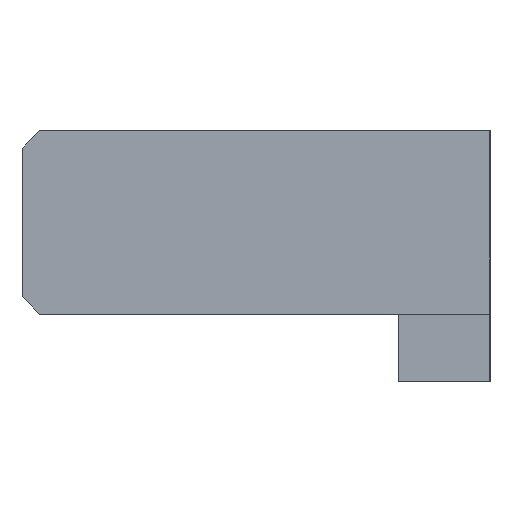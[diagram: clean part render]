
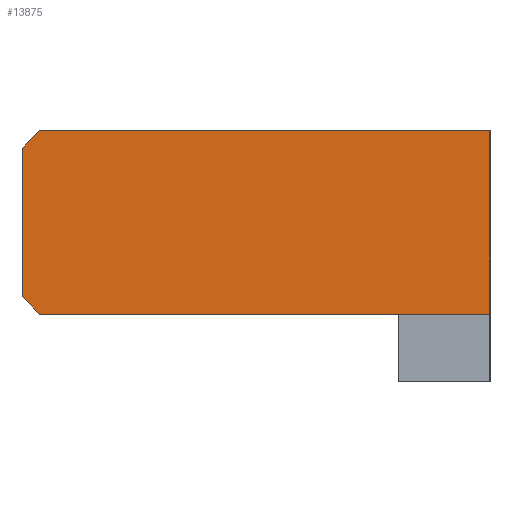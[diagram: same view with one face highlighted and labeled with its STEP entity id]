
A CAD part, left-side view. The second image highlights one B-rep face of the part: STEP entity #13875.
In plain terms, the highlighted planar face has unit normal (-1, 0, 0).
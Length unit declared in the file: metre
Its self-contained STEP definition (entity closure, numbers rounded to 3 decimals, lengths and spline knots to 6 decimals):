
#7877=DIRECTION('',(0.,1.,0.));
#7878=VECTOR('',#7877,0.0614);
#7879=CARTESIAN_POINT('',(-0.0614,-0.016883,
-0.003154));
#7880=LINE('',#7879,#7878);
#8114=DIRECTION('',(0.,0.,1.));
#8115=VECTOR('',#8114,0.0254);
#8116=CARTESIAN_POINT('',(-0.0614,0.047517,
-0.000154));
#8117=LINE('',#8116,#8115);
#9828=DIRECTION('',(0.,-1.,0.));
#9829=VECTOR('',#9828,0.077);
#9830=CARTESIAN_POINT('',(-0.0614,0.044517,
0.028246));
#9831=LINE('',#9830,#9829);
#10027=DIRECTION('',(0.,0.707,-0.707));
#10028=VECTOR('',#10027,0.004243);
#10029=CARTESIAN_POINT('',(-0.0614,0.044517,
0.028246));
#10030=LINE('',#10029,#10028);
#10034=DIRECTION('',(0.,0.,1.));
#10035=VECTOR('',#10034,0.0314);
#10036=CARTESIAN_POINT('',(-0.0614,-0.032483,
-0.003154));
#10037=LINE('',#10036,#10035);
#10041=DIRECTION('',(0.,-1.,0.));
#10042=VECTOR('',#10041,0.0156);
#10043=CARTESIAN_POINT('',(-0.0614,-0.016883,
-0.003154));
#10044=LINE('',#10043,#10042);
#10048=DIRECTION('',(0.,-0.707,-0.707));
#10049=VECTOR('',#10048,0.004243);
#10050=CARTESIAN_POINT('',(-0.0614,0.047517,
-0.000154));
#10051=LINE('',#10050,#10049);
#11115=CARTESIAN_POINT('',(-0.0614,0.044517,
0.028246));
#11116=VERTEX_POINT('',#11115);
#11174=CARTESIAN_POINT('',(-0.0614,-0.016883,
-0.003154));
#11176=VERTEX_POINT('',#11174);
#11187=CARTESIAN_POINT('',(-0.0614,-0.032483,
-0.003154));
#11188=VERTEX_POINT('',#11187);
#11497=CARTESIAN_POINT('',(-0.0614,0.044517,
-0.003154));
#11498=VERTEX_POINT('',#11497);
#11499=CARTESIAN_POINT('',(-0.0614,-0.032483,
0.028246));
#11500=VERTEX_POINT('',#11499);
#11511=CARTESIAN_POINT('',(-0.0614,0.047517,
-0.000154));
#11512=CARTESIAN_POINT('',(-0.0614,0.047517,
0.025246));
#11513=VERTEX_POINT('',#11511);
#11514=VERTEX_POINT('',#11512);
#13858=CARTESIAN_POINT('',(-0.0614,0.047517,
0.028246));
#13859=DIRECTION('',(1.,0.,0.));
#13860=DIRECTION('',(0.,0.,-1.));
#13861=AXIS2_PLACEMENT_3D('',#13858,#13859,#13860);
#13862=PLANE('',#13861);
#13863=ORIENTED_EDGE('',*,*,#12028,.T.);
#13865=ORIENTED_EDGE('',*,*,#13864,.F.);
#13866=ORIENTED_EDGE('',*,*,#13567,.T.);
#13867=ORIENTED_EDGE('',*,*,#12329,.F.);
#13869=ORIENTED_EDGE('',*,*,#13868,.F.);
#13870=ORIENTED_EDGE('',*,*,#11790,.T.);
#13872=ORIENTED_EDGE('',*,*,#13871,.F.);
#13873=EDGE_LOOP('',(#13863,#13865,#13866,#13867,#13869,#13870,#13872));
#13874=FACE_OUTER_BOUND('',#13873,.F.);
#11790=EDGE_CURVE('',#11176,#11498,#7880,.T.);
#12028=EDGE_CURVE('',#11513,#11514,#8117,.T.);
#12329=EDGE_CURVE('',#11188,#11500,#10037,.T.);
#13567=EDGE_CURVE('',#11116,#11500,#9831,.T.);
#13864=EDGE_CURVE('',#11116,#11514,#10030,.T.);
#13868=EDGE_CURVE('',#11176,#11188,#10044,.T.);
#13871=EDGE_CURVE('',#11513,#11498,#10051,.T.);
#13875=ADVANCED_FACE('',(#13874),#13862,.F.);
